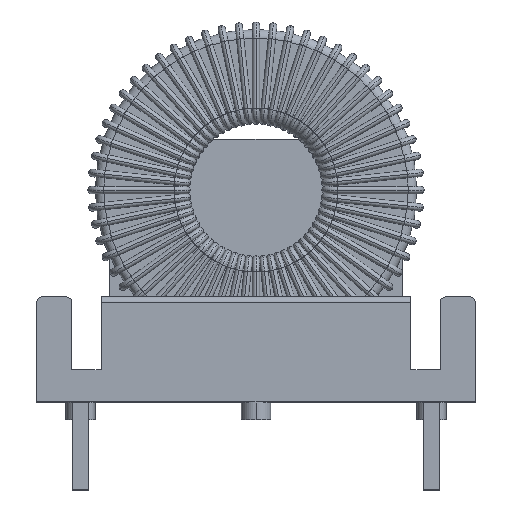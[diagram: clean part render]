
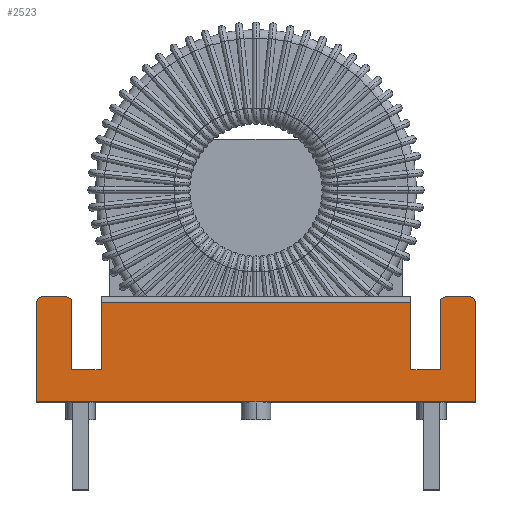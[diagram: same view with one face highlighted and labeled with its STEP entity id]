
A CAD part, top view. The second image highlights one B-rep face of the part: STEP entity #2523.
In plain terms, the highlighted planar face has unit normal (0, 0, 1).
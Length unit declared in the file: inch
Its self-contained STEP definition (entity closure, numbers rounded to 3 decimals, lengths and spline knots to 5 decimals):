
#265 = ORIENTED_EDGE ( 'NONE', *, *, #5628, .T. ) ;
#1181 = DIRECTION ( 'NONE',  ( -1., 0., 0. ) ) ;
#1275 = VECTOR ( 'NONE', #19352, 39.37008 ) ;
#1509 = DIRECTION ( 'NONE',  ( 0., -1., 0. ) ) ;
#1740 = EDGE_CURVE ( 'NONE', #34514, #14707, #43485, .T. ) ;
#2408 = LINE ( 'NONE', #47610, #2458 ) ;
#2458 = VECTOR ( 'NONE', #4086, 39.37008 ) ;
#2523 = ADVANCED_FACE ( 'NONE', ( #38518 ), #16180, .F. ) ;
#3331 = CIRCLE ( 'NONE', #38244, 0.01 ) ;
#3816 = CARTESIAN_POINT ( 'NONE',  ( 0.365, 0.17, 0.425 ) ) ;
#3929 = DIRECTION ( 'NONE',  ( -1., 0., 0. ) ) ;
#4086 = DIRECTION ( 'NONE',  ( -1., 0., 0. ) ) ;
#4098 = CARTESIAN_POINT ( 'NONE',  ( 0.325, 0.17, 0.425 ) ) ;
#4461 = ORIENTED_EDGE ( 'NONE', *, *, #15934, .F. ) ;
#4966 = CARTESIAN_POINT ( 'NONE',  ( -0.315, 0.055, 0.425 ) ) ;
#5042 = VERTEX_POINT ( 'NONE', #20099 ) ;
#5045 = DIRECTION ( 'NONE',  ( 0., 0., -1. ) ) ;
#5093 = CARTESIAN_POINT ( 'NONE',  ( 0.265, 0.055, 0.425 ) ) ;
#5370 = EDGE_CURVE ( 'NONE', #27992, #28663, #47166, .T. ) ;
#5562 = CARTESIAN_POINT ( 'NONE',  ( -0.365, 0.18, 0.425 ) ) ;
#5628 = EDGE_CURVE ( 'NONE', #5042, #35364, #35018, .T. ) ;
#6143 = CARTESIAN_POINT ( 'NONE',  ( 0.365, 0.18, 0.425 ) ) ;
#6144 = ORIENTED_EDGE ( 'NONE', *, *, #44371, .F. ) ;
#7936 = EDGE_CURVE ( 'NONE', #27992, #24304, #37353, .T. ) ;
#7980 = EDGE_CURVE ( 'NONE', #47114, #35673, #46089, .T. ) ;
#8202 = CARTESIAN_POINT ( 'NONE',  ( 0.375, 0., 0.425 ) ) ;
#9022 = ORIENTED_EDGE ( 'NONE', *, *, #13215, .F. ) ;
#9235 = VERTEX_POINT ( 'NONE', #35720 ) ;
#9731 = CARTESIAN_POINT ( 'NONE',  ( 0.375, 0.18, 0.425 ) ) ;
#11199 = CARTESIAN_POINT ( 'NONE',  ( -0.315, 0.055, 0.425 ) ) ;
#12373 = CARTESIAN_POINT ( 'NONE',  ( -0.365, 0.17, 0.425 ) ) ;
#12440 = LINE ( 'NONE', #42759, #20222 ) ;
#12566 = EDGE_LOOP ( 'NONE', ( #42541, #265, #4461, #9022, #45471, #43157, #25925, #15264, #29365, #13635, #42675, #32734, #39038, #19399, #6144, #34507 ) ) ;
#13067 = LINE ( 'NONE', #26817, #30731 ) ;
#13089 = VECTOR ( 'NONE', #16230, 39.37008 ) ;
#13215 = EDGE_CURVE ( 'NONE', #21040, #43862, #30888, .T. ) ;
#13635 = ORIENTED_EDGE ( 'NONE', *, *, #24033, .F. ) ;
#13838 = VECTOR ( 'NONE', #42816, 39.37008 ) ;
#14027 = VERTEX_POINT ( 'NONE', #20522 ) ;
#14188 = VERTEX_POINT ( 'NONE', #15211 ) ;
#14208 = CARTESIAN_POINT ( 'NONE',  ( 0.325, 0.18, 0.425 ) ) ;
#14377 = CARTESIAN_POINT ( 'NONE',  ( -0.325, 0.17, 0.425 ) ) ;
#14542 = VECTOR ( 'NONE', #21551, 39.37008 ) ;
#14628 = EDGE_CURVE ( 'NONE', #14707, #14188, #3331, .T. ) ;
#14707 = VERTEX_POINT ( 'NONE', #5562 ) ;
#15211 = CARTESIAN_POINT ( 'NONE',  ( -0.375, 0.17, 0.425 ) ) ;
#15236 = DIRECTION ( 'NONE',  ( 0., 0., 1. ) ) ;
#15264 = ORIENTED_EDGE ( 'NONE', *, *, #14628, .T. ) ;
#15882 = EDGE_CURVE ( 'NONE', #14027, #9235, #23208, .T. ) ;
#15934 = EDGE_CURVE ( 'NONE', #43862, #35364, #13067, .T. ) ;
#15987 = CARTESIAN_POINT ( 'NONE',  ( 0.315, 0.055, 0.425 ) ) ;
#16180 = PLANE ( 'NONE',  #31840 ) ;
#16230 = DIRECTION ( 'NONE',  ( 0., 1., 0. ) ) ;
#16893 = CARTESIAN_POINT ( 'NONE',  ( -0.315, 0.17, 0.425 ) ) ;
#18445 = LINE ( 'NONE', #11199, #46532 ) ;
#19352 = DIRECTION ( 'NONE',  ( 1., 0., 0. ) ) ;
#19399 = ORIENTED_EDGE ( 'NONE', *, *, #7980, .T. ) ;
#19512 = CARTESIAN_POINT ( 'NONE',  ( -0.265, 0.055, 0.425 ) ) ;
#19603 = VECTOR ( 'NONE', #22693, 39.37008 ) ;
#20000 = DIRECTION ( 'NONE',  ( -1., 0., 0. ) ) ;
#20099 = CARTESIAN_POINT ( 'NONE',  ( 0.265, 0.17, 0.425 ) ) ;
#20222 = VECTOR ( 'NONE', #1509, 39.37008 ) ;
#20522 = CARTESIAN_POINT ( 'NONE',  ( 0.265, 0.055, 0.425 ) ) ;
#20597 = CARTESIAN_POINT ( 'NONE',  ( 0.315, 0.17, 0.425 ) ) ;
#20647 = CARTESIAN_POINT ( 'NONE',  ( 0.375, 0.17, 0.425 ) ) ;
#21040 = VERTEX_POINT ( 'NONE', #31037 ) ;
#21055 = CARTESIAN_POINT ( 'NONE',  ( -0.325, 0.18, 0.425 ) ) ;
#21469 = VECTOR ( 'NONE', #45755, 39.37008 ) ;
#21551 = DIRECTION ( 'NONE',  ( -1., 0., 0. ) ) ;
#22693 = DIRECTION ( 'NONE',  ( 0., -1., 0. ) ) ;
#23208 = LINE ( 'NONE', #5093, #1275 ) ;
#24033 = EDGE_CURVE ( 'NONE', #24304, #33973, #2408, .T. ) ;
#24304 = VERTEX_POINT ( 'NONE', #25540 ) ;
#24688 = EDGE_CURVE ( 'NONE', #14188, #33973, #12440, .T. ) ;
#24764 = CARTESIAN_POINT ( 'NONE',  ( -0.265, 0.17, 0.425 ) ) ;
#25540 = CARTESIAN_POINT ( 'NONE',  ( 0.375, 0., 0.425 ) ) ;
#25925 = ORIENTED_EDGE ( 'NONE', *, *, #1740, .T. ) ;
#26032 = DIRECTION ( 'NONE',  ( -1., 0., 0. ) ) ;
#26817 = CARTESIAN_POINT ( 'NONE',  ( -0.265, 0.055, 0.425 ) ) ;
#26823 = LINE ( 'NONE', #41714, #28906 ) ;
#27992 = VERTEX_POINT ( 'NONE', #33302 ) ;
#28663 = VERTEX_POINT ( 'NONE', #6143 ) ;
#28906 = VECTOR ( 'NONE', #1181, 39.37008 ) ;
#29041 = VECTOR ( 'NONE', #43765, 39.37008 ) ;
#29141 = CARTESIAN_POINT ( 'NONE',  ( 0.265, 0.055, 0.425 ) ) ;
#29358 = DIRECTION ( 'NONE',  ( 0., 0., 1. ) ) ;
#29365 = ORIENTED_EDGE ( 'NONE', *, *, #24688, .T. ) ;
#29578 = DIRECTION ( 'NONE',  ( 0., 1., 0. ) ) ;
#30011 = DIRECTION ( 'NONE',  ( -1., 0., 0. ) ) ;
#30232 = CIRCLE ( 'NONE', #40330, 0.01 ) ;
#30731 = VECTOR ( 'NONE', #41710, 39.37008 ) ;
#30782 = DIRECTION ( 'NONE',  ( -1., 0., 0. ) ) ;
#30888 = LINE ( 'NONE', #4966, #21469 ) ;
#30972 = CARTESIAN_POINT ( 'NONE',  ( 0.375, 0., 0.425 ) ) ;
#31037 = CARTESIAN_POINT ( 'NONE',  ( -0.315, 0.055, 0.425 ) ) ;
#31840 = AXIS2_PLACEMENT_3D ( 'NONE', #30972, #5045, #20000 ) ;
#32570 = LINE ( 'NONE', #29141, #29041 ) ;
#32734 = ORIENTED_EDGE ( 'NONE', *, *, #5370, .T. ) ;
#33302 = CARTESIAN_POINT ( 'NONE',  ( 0.375, 0.17, 0.425 ) ) ;
#33973 = VERTEX_POINT ( 'NONE', #42191 ) ;
#34366 = AXIS2_PLACEMENT_3D ( 'NONE', #4098, #15236, #30011 ) ;
#34507 = ORIENTED_EDGE ( 'NONE', *, *, #15882, .F. ) ;
#34514 = VERTEX_POINT ( 'NONE', #21055 ) ;
#35018 = LINE ( 'NONE', #20647, #13838 ) ;
#35364 = VERTEX_POINT ( 'NONE', #24764 ) ;
#35673 = VERTEX_POINT ( 'NONE', #20597 ) ;
#35720 = CARTESIAN_POINT ( 'NONE',  ( 0.315, 0.055, 0.425 ) ) ;
#37353 = LINE ( 'NONE', #8202, #19603 ) ;
#38034 = EDGE_CURVE ( 'NONE', #46995, #34514, #30232, .T. ) ;
#38244 = AXIS2_PLACEMENT_3D ( 'NONE', #12373, #45423, #30782 ) ;
#38518 = FACE_OUTER_BOUND ( 'NONE', #12566, .T. ) ;
#38561 = LINE ( 'NONE', #15987, #13089 ) ;
#39038 = ORIENTED_EDGE ( 'NONE', *, *, #47790, .T. ) ;
#40330 = AXIS2_PLACEMENT_3D ( 'NONE', #14377, #29358, #3929 ) ;
#41421 = EDGE_CURVE ( 'NONE', #14027, #5042, #32570, .T. ) ;
#41710 = DIRECTION ( 'NONE',  ( 0., 1., 0. ) ) ;
#41714 = CARTESIAN_POINT ( 'NONE',  ( 0.375, 0.18, 0.425 ) ) ;
#42191 = CARTESIAN_POINT ( 'NONE',  ( -0.375, 0., 0.425 ) ) ;
#42541 = ORIENTED_EDGE ( 'NONE', *, *, #41421, .T. ) ;
#42675 = ORIENTED_EDGE ( 'NONE', *, *, #7936, .F. ) ;
#42759 = CARTESIAN_POINT ( 'NONE',  ( -0.375, 0., 0.425 ) ) ;
#42816 = DIRECTION ( 'NONE',  ( -1., 0., 0. ) ) ;
#43157 = ORIENTED_EDGE ( 'NONE', *, *, #38034, .T. ) ;
#43485 = LINE ( 'NONE', #9731, #14542 ) ;
#43765 = DIRECTION ( 'NONE',  ( 0., 1., 0. ) ) ;
#43862 = VERTEX_POINT ( 'NONE', #19512 ) ;
#44002 = AXIS2_PLACEMENT_3D ( 'NONE', #3816, #44341, #26032 ) ;
#44341 = DIRECTION ( 'NONE',  ( 0., 0., 1. ) ) ;
#44371 = EDGE_CURVE ( 'NONE', #9235, #35673, #38561, .T. ) ;
#44615 = EDGE_CURVE ( 'NONE', #21040, #46995, #18445, .T. ) ;
#45423 = DIRECTION ( 'NONE',  ( 0., 0., 1. ) ) ;
#45471 = ORIENTED_EDGE ( 'NONE', *, *, #44615, .T. ) ;
#45755 = DIRECTION ( 'NONE',  ( 1., 0., 0. ) ) ;
#46089 = CIRCLE ( 'NONE', #34366, 0.01 ) ;
#46532 = VECTOR ( 'NONE', #29578, 39.37008 ) ;
#46995 = VERTEX_POINT ( 'NONE', #16893 ) ;
#47114 = VERTEX_POINT ( 'NONE', #14208 ) ;
#47166 = CIRCLE ( 'NONE', #44002, 0.01 ) ;
#47610 = CARTESIAN_POINT ( 'NONE',  ( 0.375, 0., 0.425 ) ) ;
#47790 = EDGE_CURVE ( 'NONE', #28663, #47114, #26823, .T. ) ;
